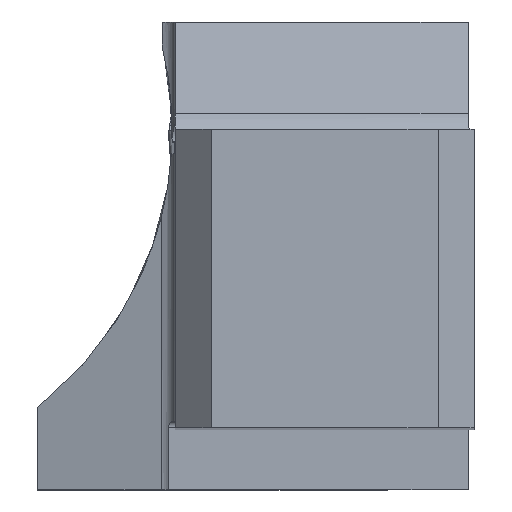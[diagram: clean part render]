
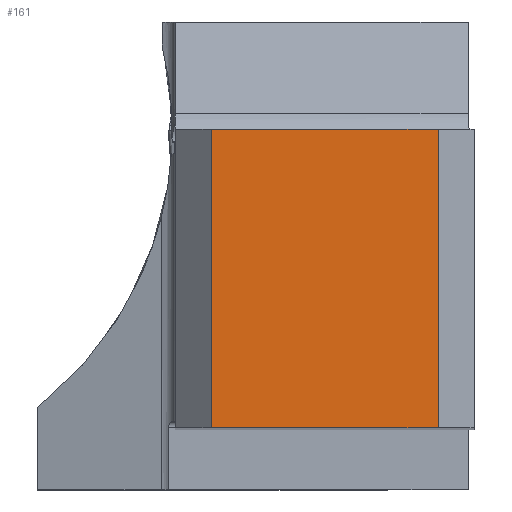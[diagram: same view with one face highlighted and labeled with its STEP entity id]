
A CAD part, top view. The second image highlights one B-rep face of the part: STEP entity #161.
In plain terms, the highlighted planar face has unit normal (0, 0, 1).
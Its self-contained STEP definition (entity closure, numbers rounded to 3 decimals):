
#161=ADVANCED_FACE('CU_BACK_SU1',(#301),#234,.F.);
#234=PLANE('',#1780);
#301=FACE_OUTER_BOUND('',#382,.T.);
#382=EDGE_LOOP('',(#653,#654,#655,#656));
#653=ORIENTED_EDGE('',*,*,#1227,.F.);
#654=ORIENTED_EDGE('',*,*,#1225,.T.);
#655=ORIENTED_EDGE('',*,*,#1228,.T.);
#656=ORIENTED_EDGE('',*,*,#1186,.F.);
#1019=VERTEX_POINT('',#2518);
#1020=VERTEX_POINT('',#2520);
#1041=VERTEX_POINT('',#2627);
#1042=VERTEX_POINT('',#2629);
#1186=EDGE_CURVE('',#1019,#1020,#1385,.T.);
#1225=EDGE_CURVE('',#1042,#1041,#1412,.T.);
#1227=EDGE_CURVE('',#1042,#1019,#1414,.T.);
#1228=EDGE_CURVE('',#1041,#1020,#1415,.T.);
#1385=LINE('',#2519,#1547);
#1412=LINE('',#2628,#1574);
#1414=LINE('',#2632,#1576);
#1415=LINE('',#2633,#1577);
#1547=VECTOR('',#1974,1.);
#1574=VECTOR('',#2039,1.);
#1576=VECTOR('',#2043,1.);
#1577=VECTOR('',#2044,1.);
#1780=AXIS2_PLACEMENT_3D('',#2634,#2045,#2046);
#1974=DIRECTION('',(1.,0.,0.));
#2039=DIRECTION('',(1.,0.,0.));
#2043=DIRECTION('',(0.,1.,0.));
#2044=DIRECTION('',(0.,1.,0.));
#2045=DIRECTION('',(0.,0.,-1.));
#2046=DIRECTION('',(-1.,0.,0.));
#2518=CARTESIAN_POINT('',(-21.925,24.925,0.));
#2519=CARTESIAN_POINT('',(-110.,24.925,0.));
#2520=CARTESIAN_POINT('',(-3.,24.925,0.));
#2627=CARTESIAN_POINT('',(-3.,0.,0.));
#2628=CARTESIAN_POINT('',(-110.,0.,0.));
#2629=CARTESIAN_POINT('',(-21.925,0.,0.));
#2632=CARTESIAN_POINT('',(-21.925,0.,0.));
#2633=CARTESIAN_POINT('',(-3.,0.,0.));
#2634=CARTESIAN_POINT('',(23.246,44.925,0.));
